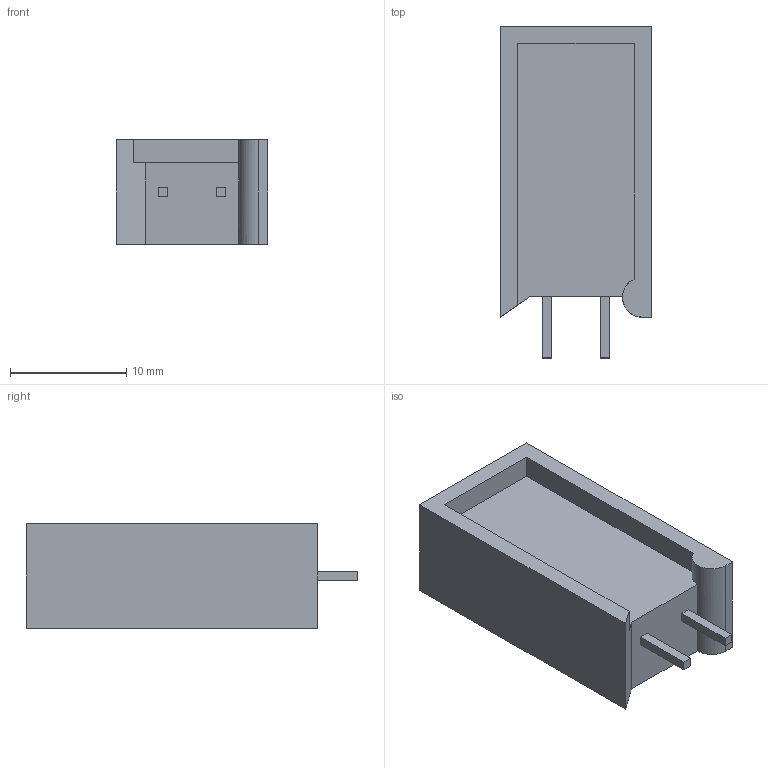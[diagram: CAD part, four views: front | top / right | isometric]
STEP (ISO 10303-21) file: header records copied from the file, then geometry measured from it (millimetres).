
FILE_DESCRIPTION((''),'2;1');
FILE_NAME('C-1-1623788-8','2020-10-23T03:57:04',('workeradm'),('TE Connectivity Ltd.'),'CREO PARAMETRIC BY PTC INC, 2019292','CREO PARAMETRIC BY PTC INC, 2019292','');
FILE_SCHEMA(('AUTOMOTIVE_DESIGN { 1 0 10303 214 1 1 1 1 }'));
Length unit declared in the file: millimetre
Products named in the file (1): C-1-1623788-8
Bounding box: 13 x 28.5 x 9 mm (x, y, z)
Volume: 2346.8 mm3; surface area: 1438.9 mm2
Topology: 1 solids, 1 shells, 23 faces, 57 edges, 38 vertices
Faces by surface type: plane 22, cylinder 1
Entity records: 998 total; most frequent: COLOUR_RGB 126, CARTESIAN_POINT 120, ORIENTED_EDGE 114, DIRECTION 106, EDGE_CURVE 57, VECTOR 54, LINE 54, VERTEX_POINT 38
